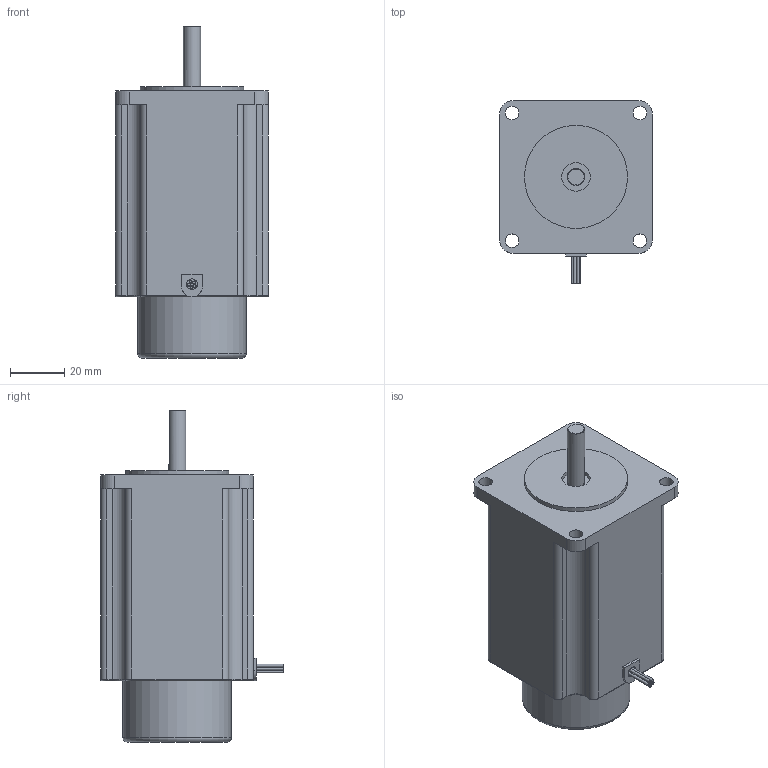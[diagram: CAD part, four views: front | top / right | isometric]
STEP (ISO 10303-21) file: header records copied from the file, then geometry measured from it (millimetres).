
FILE_DESCRIPTION(/* description */ (''),/* implementation_level */ '2;1');
FILE_NAME(/* name */ 'QSH5718-76 v1.step',/* time_stamp */ '2019-05-08T16:25:25+02:00',/* author */ ('jakob.buesch'),/* organization */ (''),/* preprocessor_version */ 'ST-DEVELOPER v18',/* originating_system */ 'Autodesk Translation Framework v8.2.0.1029',/* authorisation */ '');
FILE_SCHEMA (('AUTOMOTIVE_DESIGN { 1 0 10303 214 3 1 1 }'));
Length unit declared in the file: millimetre
Products named in the file (2): QSH5718-76; DPM57SH41-4A_008
Assembly tree (1 placements, depth 2):
  QSH5718-76
    DPM57SH41-4A_008
Bounding box: 56.4 x 67.4 x 122.6 mm (x, y, z)
Volume: 248818.9 mm3; surface area: 26387 mm2
Topology: 1 solids, 2 shells, 99 faces, 305 edges, 222 vertices
Faces by surface type: cylinder 48, plane 37, torus 13, cone 1
Full cylindrical faces by diameter (mm): 1.01 x6, 3 x1, 4.01 x1, 5 x4, 6.35 x1, 10.5 x2, 38.1 x1, 40 x1
Entity records: 3623 total; most frequent: CARTESIAN_POINT 669, DIRECTION 626, ORIENTED_EDGE 610, EDGE_CURVE 305, AXIS2_PLACEMENT_3D 225, VERTEX_POINT 222, LINE 176, VECTOR 176
